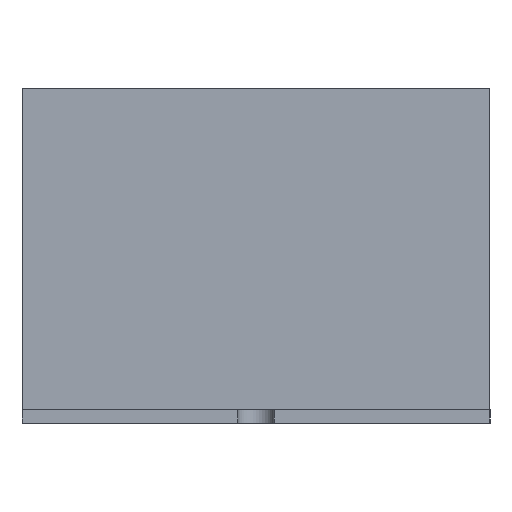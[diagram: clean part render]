
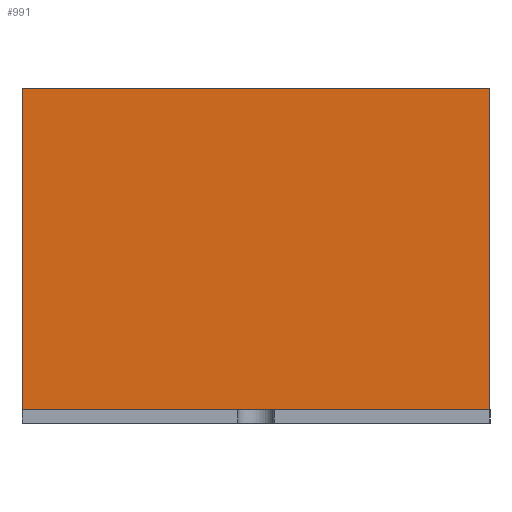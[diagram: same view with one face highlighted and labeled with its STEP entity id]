
A CAD part, left-side view. The second image highlights one B-rep face of the part: STEP entity #991.
In plain terms, the highlighted planar face has unit normal (-1, 0, 0).
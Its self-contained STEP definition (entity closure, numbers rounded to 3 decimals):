
#20 = PLANE ( 'NONE',  #2425 ) ;
#178 = EDGE_CURVE ( 'NONE', #2453, #902, #498, .T. ) ;
#202 = LINE ( 'NONE', #1851, #2007 ) ;
#256 = DIRECTION ( 'NONE',  ( 0., 1., 0. ) ) ;
#259 = CARTESIAN_POINT ( 'NONE',  ( 129.5, 50., -4. ) ) ;
#487 = DIRECTION ( 'NONE',  ( 0., 0., 1. ) ) ;
#498 = LINE ( 'NONE', #2433, #585 ) ;
#585 = VECTOR ( 'NONE', #256, 1000. ) ;
#643 = EDGE_CURVE ( 'NONE', #739, #1158, #1284, .T. ) ;
#700 = EDGE_CURVE ( 'NONE', #2453, #1158, #202, .T. ) ;
#739 = VERTEX_POINT ( 'NONE', #2879 ) ;
#828 = ORIENTED_EDGE ( 'NONE', *, *, #700, .F. ) ;
#902 = VERTEX_POINT ( 'NONE', #1501 ) ;
#988 = CARTESIAN_POINT ( 'NONE',  ( 129.5, 85., 0. ) ) ;
#990 = VECTOR ( 'NONE', #1048, 1000. ) ;
#991 = ADVANCED_FACE ( 'NONE', ( #1207 ), #20, .T. ) ;
#1017 = EDGE_LOOP ( 'NONE', ( #1074, #1309, #828, #3072 ) ) ;
#1048 = DIRECTION ( 'NONE',  ( 0., -1., 0. ) ) ;
#1074 = ORIENTED_EDGE ( 'NONE', *, *, #1148, .F. ) ;
#1146 = VECTOR ( 'NONE', #487, 1000. ) ;
#1148 = EDGE_CURVE ( 'NONE', #739, #902, #2172, .T. ) ;
#1158 = VERTEX_POINT ( 'NONE', #259 ) ;
#1207 = FACE_OUTER_BOUND ( 'NONE', #1017, .T. ) ;
#1284 = LINE ( 'NONE', #2261, #990 ) ;
#1309 = ORIENTED_EDGE ( 'NONE', *, *, #643, .T. ) ;
#1335 = CARTESIAN_POINT ( 'NONE',  ( 129.5, 50., 44. ) ) ;
#1367 = DIRECTION ( 'NONE',  ( 0., 0., -1. ) ) ;
#1501 = CARTESIAN_POINT ( 'NONE',  ( 129.5, 120., 44. ) ) ;
#1733 = DIRECTION ( 'NONE',  ( -1., 0., 0. ) ) ;
#1851 = CARTESIAN_POINT ( 'NONE',  ( 129.5, 50., 0. ) ) ;
#2007 = VECTOR ( 'NONE', #1367, 1000. ) ;
#2172 = LINE ( 'NONE', #2454, #1146 ) ;
#2261 = CARTESIAN_POINT ( 'NONE',  ( 129.5, 85., -4. ) ) ;
#2425 = AXIS2_PLACEMENT_3D ( 'NONE', #988, #1733, #2833 ) ;
#2433 = CARTESIAN_POINT ( 'NONE',  ( 129.5, 85., 44. ) ) ;
#2453 = VERTEX_POINT ( 'NONE', #1335 ) ;
#2454 = CARTESIAN_POINT ( 'NONE',  ( 129.5, 120., 0. ) ) ;
#2833 = DIRECTION ( 'NONE',  ( 0., 0., 1. ) ) ;
#2879 = CARTESIAN_POINT ( 'NONE',  ( 129.5, 120., -4. ) ) ;
#3072 = ORIENTED_EDGE ( 'NONE', *, *, #178, .T. ) ;
